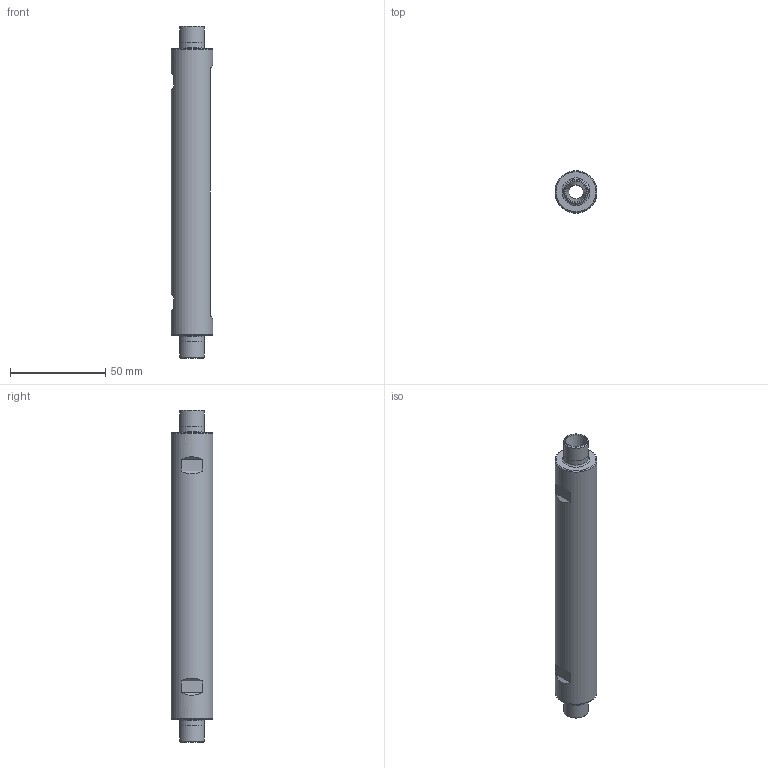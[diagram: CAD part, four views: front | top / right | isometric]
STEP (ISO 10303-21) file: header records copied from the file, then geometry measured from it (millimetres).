
FILE_DESCRIPTION(/* description */ (''),/* implementation_level */ '2;1');
FILE_NAME(/* name */ '262221194.stp',/* time_stamp */ '2021-09-24T12:29:15',/* author */ ('LRA'),/* organization */ ('REGO-FIX'),/* preprocessor_version */ ' Unknown',/* originating_system */ 'SIEMENS PLM Software Solid Edge ST10',/* authorization */ 'Unknown');
FILE_SCHEMA (('AUTOMOTIVE_DESIGN { 1 0 10303 214 2 1 1}'));
Length unit declared in the file: millimetre
Products named in the file (1): 0013672
Bounding box: 22 x 22 x 174 mm (x, y, z)
Volume: 50270.2 mm3; surface area: 16012.6 mm2
Topology: 1 solids, 1 shells, 29 faces, 57 edges, 34 vertices
Faces by surface type: plane 13, cylinder 6, cone 6, torus 4
Full cylindrical faces by diameter (mm): 7.5 x1, 13 x4, 22 x1
Entity records: 884 total; most frequent: DIRECTION 130, CARTESIAN_POINT 103, ORIENTED_EDGE 76, AXIS2_PLACEMENT_3D 59, EDGE_LOOP 52, FACE_BOUND 52, EDGE_CURVE 38, VERTEX_POINT 32
